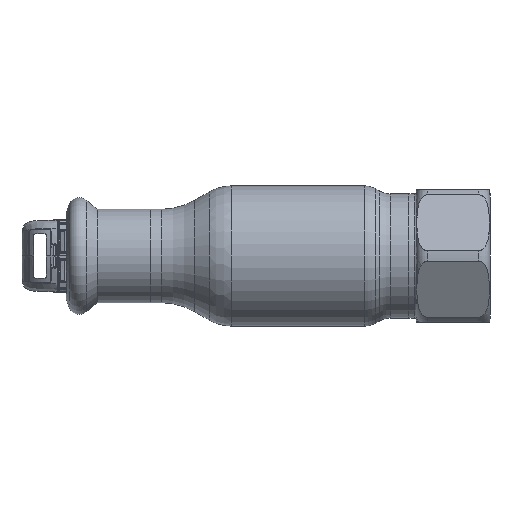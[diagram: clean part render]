
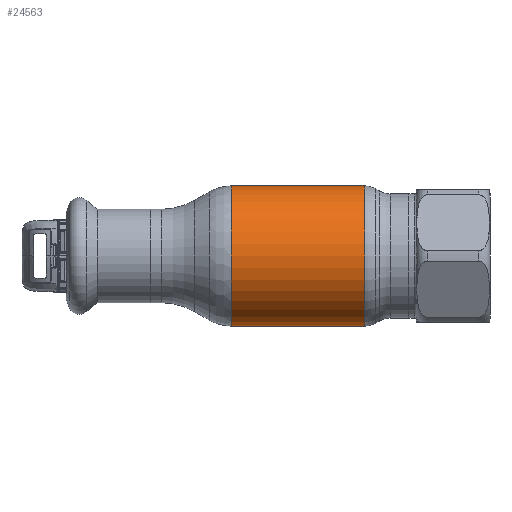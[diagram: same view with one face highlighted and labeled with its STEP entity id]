
A CAD part, front view. The second image highlights one B-rep face of the part: STEP entity #24563.
In plain terms, the highlighted cylindrical face has radius 19 mm (diameter 38 mm), a partial arc.
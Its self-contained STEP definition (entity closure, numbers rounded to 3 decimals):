
#1117 = DIRECTION ( 'NONE',  ( 0., 0., 1. ) ) ;
#2384 = ORIENTED_EDGE ( 'NONE', *, *, #46628, .T. ) ;
#3518 = CIRCLE ( 'NONE', #24492, 19. ) ;
#4189 = EDGE_CURVE ( 'NONE', #35837, #8070, #17599, .T. ) ;
#4267 = EDGE_LOOP ( 'NONE', ( #39426, #22661, #2384, #14594 ) ) ;
#7639 = VECTOR ( 'NONE', #45822, 1000. ) ;
#8070 = VERTEX_POINT ( 'NONE', #56345 ) ;
#12688 = DIRECTION ( 'NONE',  ( -1., 0., 0. ) ) ;
#14191 = DIRECTION ( 'NONE',  ( -1., 0., 0. ) ) ;
#14594 = ORIENTED_EDGE ( 'NONE', *, *, #18528, .F. ) ;
#14746 = DIRECTION ( 'NONE',  ( -1., 0., 0. ) ) ;
#17599 = CIRCLE ( 'NONE', #46862, 19. ) ;
#18528 = EDGE_CURVE ( 'NONE', #20306, #50210, #3518, .T. ) ;
#19501 = DIRECTION ( 'NONE',  ( 0., 0., 1. ) ) ;
#20306 = VERTEX_POINT ( 'NONE', #39071 ) ;
#22661 = ORIENTED_EDGE ( 'NONE', *, *, #4189, .T. ) ;
#24492 = AXIS2_PLACEMENT_3D ( 'NONE', #29435, #48040, #1117 ) ;
#24563 = ADVANCED_FACE ( 'NONE', ( #35873 ), #25464, .T. ) ;
#25464 = CYLINDRICAL_SURFACE ( 'NONE', #40590, 19. ) ;
#26944 = VECTOR ( 'NONE', #14191, 1000. ) ;
#29435 = CARTESIAN_POINT ( 'NONE',  ( -18.035, 0., 0. ) ) ;
#34831 = CARTESIAN_POINT ( 'NONE',  ( -18.035, 0., 19. ) ) ;
#35837 = VERTEX_POINT ( 'NONE', #49044 ) ;
#35873 = FACE_OUTER_BOUND ( 'NONE', #4267, .T. ) ;
#36256 = CARTESIAN_POINT ( 'NONE',  ( 18.035, 0., 0. ) ) ;
#38083 = LINE ( 'NONE', #56574, #26944 ) ;
#39071 = CARTESIAN_POINT ( 'NONE',  ( -18.035, 0., -19. ) ) ;
#39426 = ORIENTED_EDGE ( 'NONE', *, *, #40177, .F. ) ;
#40177 = EDGE_CURVE ( 'NONE', #35837, #20306, #57979, .T. ) ;
#40590 = AXIS2_PLACEMENT_3D ( 'NONE', #43057, #14746, #19501 ) ;
#43057 = CARTESIAN_POINT ( 'NONE',  ( -62.69, 0., 0. ) ) ;
#44582 = CARTESIAN_POINT ( 'NONE',  ( -62.69, 0., -19. ) ) ;
#45822 = DIRECTION ( 'NONE',  ( -1., 0., 0. ) ) ;
#46628 = EDGE_CURVE ( 'NONE', #8070, #50210, #38083, .T. ) ;
#46862 = AXIS2_PLACEMENT_3D ( 'NONE', #36256, #12688, #50340 ) ;
#48040 = DIRECTION ( 'NONE',  ( -1., 0., 0. ) ) ;
#49044 = CARTESIAN_POINT ( 'NONE',  ( 18.035, 0., -19. ) ) ;
#50210 = VERTEX_POINT ( 'NONE', #34831 ) ;
#50340 = DIRECTION ( 'NONE',  ( 0., 0., 1. ) ) ;
#56345 = CARTESIAN_POINT ( 'NONE',  ( 18.035, 0., 19. ) ) ;
#56574 = CARTESIAN_POINT ( 'NONE',  ( -62.69, 0., 19. ) ) ;
#57979 = LINE ( 'NONE', #44582, #7639 ) ;
